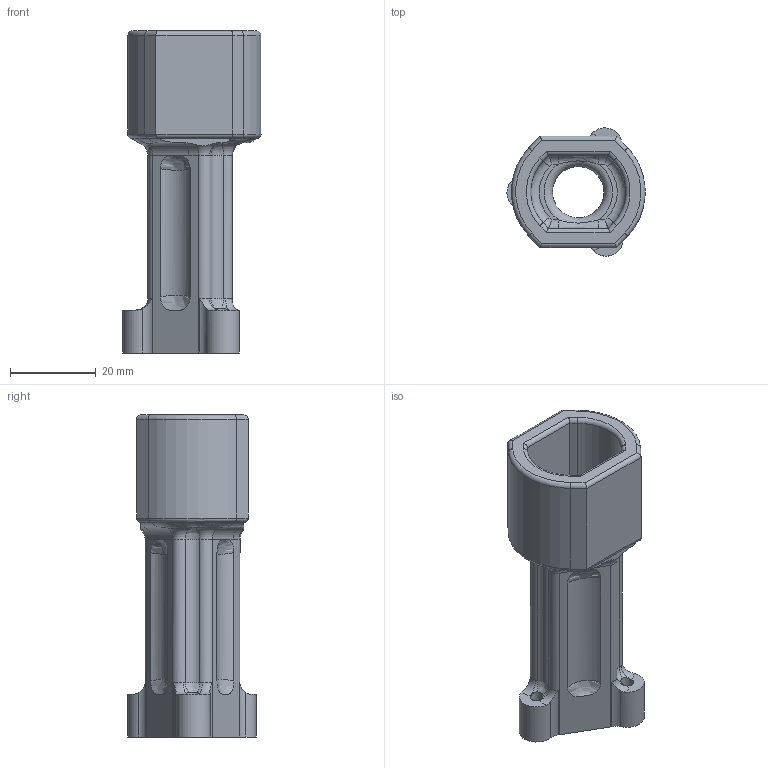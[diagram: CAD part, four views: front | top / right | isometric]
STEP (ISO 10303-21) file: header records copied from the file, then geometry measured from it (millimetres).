
FILE_DESCRIPTION(/* description */ (''),/* implementation_level */ '2;1');
FILE_NAME(/* name */ 'Stirring v21.step',/* time_stamp */ '2023-12-22T18:06:18-05:00',/* author */ (''),/* organization */ (''),/* preprocessor_version */ 'ST-DEVELOPER v19',/* originating_system */ 'Autodesk Translation Framework v11.7.0.108',/* authorisation */ '');
FILE_SCHEMA (('AUTOMOTIVE_DESIGN { 1 0 10303 214 3 1 1 }'));
Length unit declared in the file: millimetre
Products named in the file (1): Stirring
Bounding box: 32.2 x 29.88 x 75 mm (x, y, z)
Volume: 20744.7 mm3; surface area: 11947.1 mm2
Topology: 2 solids, 2 shells, 157 faces, 404 edges, 247 vertices
Faces by surface type: cylinder 65, plane 35, torus 31, bspline 26
Full cylindrical faces by diameter (mm): 3 x3, 12 x2
Entity records: 6531 total; most frequent: CARTESIAN_POINT 2769, ORIENTED_EDGE 802, DIRECTION 769, EDGE_CURVE 401, AXIS2_PLACEMENT_3D 314, VERTEX_POINT 247, EDGE_LOOP 168, CIRCLE 164
